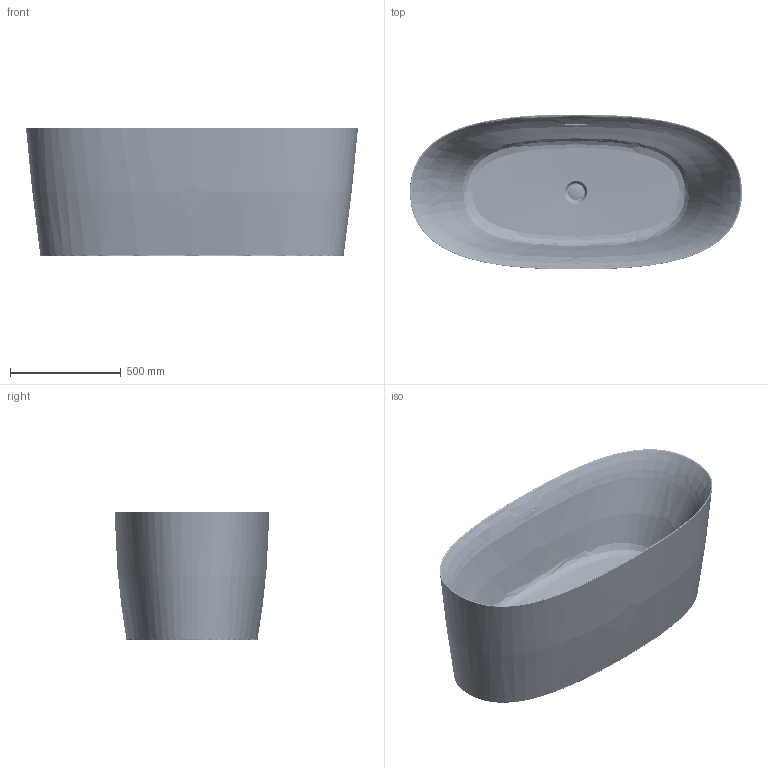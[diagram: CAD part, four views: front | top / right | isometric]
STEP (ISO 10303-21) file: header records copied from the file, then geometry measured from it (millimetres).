
FILE_DESCRIPTION(/* description */ (''),/* implementation_level */ '2;1');
FILE_NAME(/* name */ 'STEP - HY735-1500x700x580',/* time_stamp */ '2025-04-10T17:14:41+10:00',/* author */ (''),/* organization */ (''),/* preprocessor_version */ 'ST-DEVELOPER v16.5',/* originating_system */ 'Rhino 7.37',/* authorisation */ '');
FILE_SCHEMA (('AUTOMOTIVE_DESIGN'));
Products named in the file (1): Document
Bounding box: 1499.72 x 699.95 x 580 mm (x, y, z)
Volume: 23130351.9 mm3; surface area: 9299804.2 mm2
Topology: 48 solids, 48 shells, 2070 faces, 5472 edges, 3411 vertices
Faces by surface type: cylinder 1008, bspline 646, plane 416
Full cylindrical faces by diameter (mm): 1.27 x3, 2.459 x5, 3 x5, 5 x29, 5.6 x1, 5.7 x1, 6.5 x1, 6.6 x1, 6.65 x1, 6.7 x5, 7.8 x12, 8 x6, 10.16 x1, 11.3 x260, 12 x2, 13.3 x264, 13.6 x1, 14 x1, 14.376 x2, 14.5 x1, 16 x8, 16.8 x1, 27.18 x1, 29.5 x1, 29.74 x2, 30.4 x4, 33.3 x1, 33.66 x2, 36.5 x1, 41.8 x1
Entity records: 214619 total; most frequent: CARTESIAN_POINT 179934, ORIENTED_EDGE 10694, EDGE_CURVE 5347, B_SPLINE_CURVE_WITH_KNOTS 4068, VERTEX_POINT 3411, EDGE_LOOP 2238, ADVANCED_FACE 2070, FACE_OUTER_BOUND 2070
